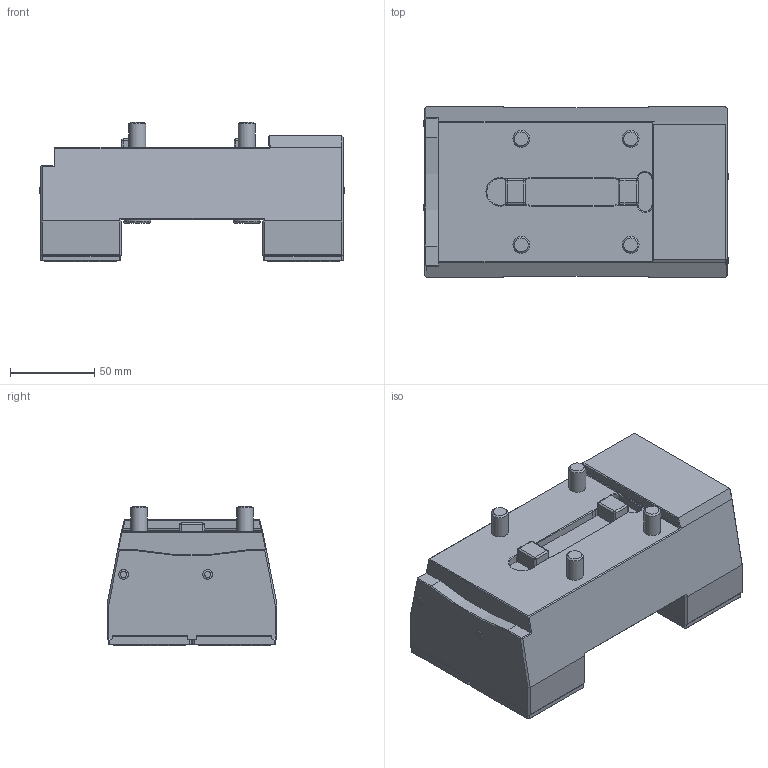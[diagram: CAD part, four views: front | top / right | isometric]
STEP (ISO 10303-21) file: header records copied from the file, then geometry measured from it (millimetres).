
FILE_DESCRIPTION(/* description */ (''),/* implementation_level */ '2;1');
FILE_NAME(/* name */ '1615895745635.stp',/* time_stamp */ '2021-03-16T12:55:51+01:00',/* author */ (''),/* organization */ ('SMS'),/* preprocessor_version */ 'ST-DEVELOPER v16.7',/* originating_system */ 'SIEMENS PLM Software NX 12.0',/* authorisation */ '');
FILE_SCHEMA (('AUTOMOTIVE_DESIGN { 1 0 10303 214 3 1 1 1 }'));
Length unit declared in the file: millimetre
Products named in the file (1): 203427616mod000_00
Bounding box: 181 x 101 x 83 mm (x, y, z)
Volume: 915835.8 mm3; surface area: 87620 mm2
Topology: 1 solids, 1 shells, 413 faces, 1058 edges, 671 vertices
Faces by surface type: plane 296, cylinder 53, sphere 28, bspline 16, cone 12, torus 8
Full cylindrical faces by diameter (mm): 2.5 x4, 5.7 x4, 10 x4, 16 x4, 31.6 x4
Entity records: 12904 total; most frequent: CARTESIAN_POINT 3270, ORIENTED_EDGE 1942, DIRECTION 1867, EDGE_CURVE 971, LINE 723, VECTOR 723, VERTEX_POINT 642, AXIS2_PLACEMENT_3D 572
